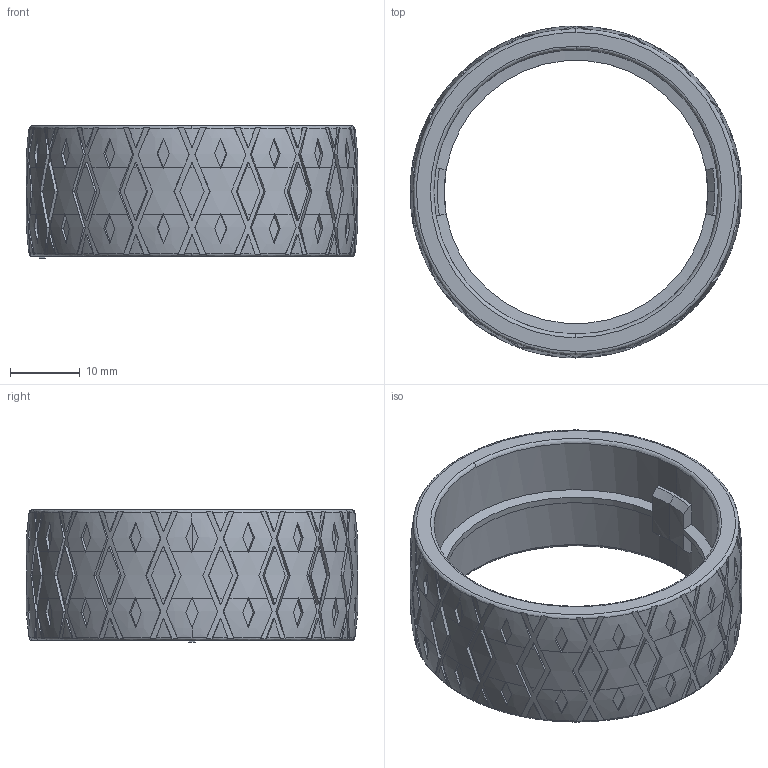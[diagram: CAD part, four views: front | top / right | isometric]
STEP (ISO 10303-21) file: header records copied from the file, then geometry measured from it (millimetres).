
FILE_DESCRIPTION (( 'STEP AP214' ), '1' );
FILE_NAME ('228-2500-210.STEP', '2014-03-06T19:37:09', ( '' ), ( '' ), 'SwSTEP 2.0', 'SolidWorks 2013', '' );
FILE_SCHEMA (( 'AUTOMOTIVE_DESIGN' ));
Length unit declared in the file: millimetre
Products named in the file (1): 228-2500-210
Bounding box: 47.74 x 47.74 x 19.05 mm (x, y, z)
Volume: 8711.5 mm3; surface area: 6889.9 mm2
Topology: 1 solids, 1 shells, 679 faces, 2252 edges, 1466 vertices
Faces by surface type: bspline 440, torus 112, cylinder 99, plane 18, cone 10
Entity records: 32176 total; most frequent: CARTESIAN_POINT 17764, ORIENTED_EDGE 4248, EDGE_CURVE 2124, B_SPLINE_CURVE_WITH_KNOTS 1708, VERTEX_POINT 1466, DIRECTION 1030, EDGE_LOOP 700, FACE_OUTER_BOUND 679
